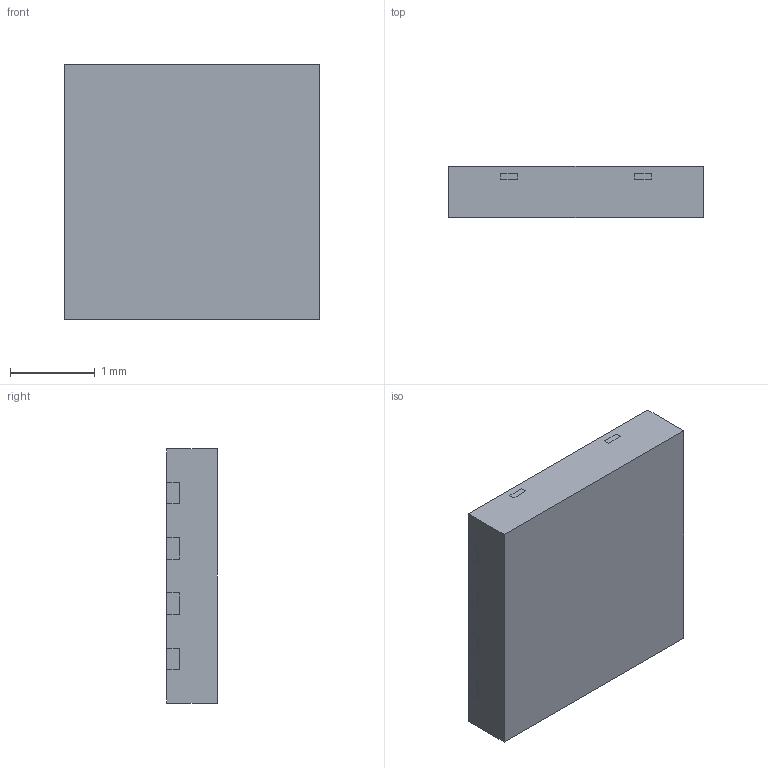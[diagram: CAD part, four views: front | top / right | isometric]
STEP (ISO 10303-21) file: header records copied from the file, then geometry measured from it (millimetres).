
FILE_DESCRIPTION(/* description */ (''),/* implementation_level */ '2;1');
FILE_NAME(/* name */ 'DFN3030E-8_STP',/* time_stamp */ '2020-11-09T10:53:46+08:00',/* author */ ('Wei Wu'),/* organization */ ('Diodes'),/* preprocessor_version */ 'ST-DEVELOPER v16.7',/* originating_system */ 'DEX',/* authorisation */ $);
FILE_SCHEMA (('AUTOMOTIVE_DESIGN {1 0 10303 214 3 1 1}'));
Length unit declared in the file: millimetre
Products named in the file (3): DFN3030E-8; LDF; CPD
Assembly tree (2 placements, depth 2):
  DFN3030E-8
    LDF
    CPD
Bounding box: 3 x 0.6 x 3 mm (x, y, z)
Volume: 5.4 mm3; surface area: 47.5 mm2
Topology: 10 solids, 10 shells, 257 faces, 714 edges, 476 vertices
Faces by surface type: plane 215, cylinder 42
Entity records: 9154 total; most frequent: CARTESIAN_POINT 1450, ORIENTED_EDGE 1428, DIRECTION 1318, EDGE_CURVE 714, LINE 630, VECTOR 630, VERTEX_POINT 476, AXIS2_PLACEMENT_3D 344
